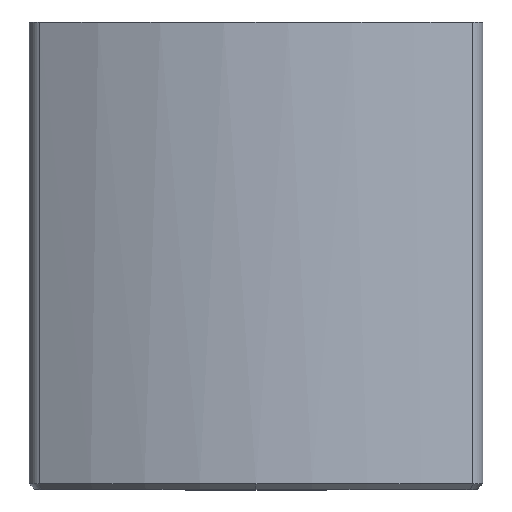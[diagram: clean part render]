
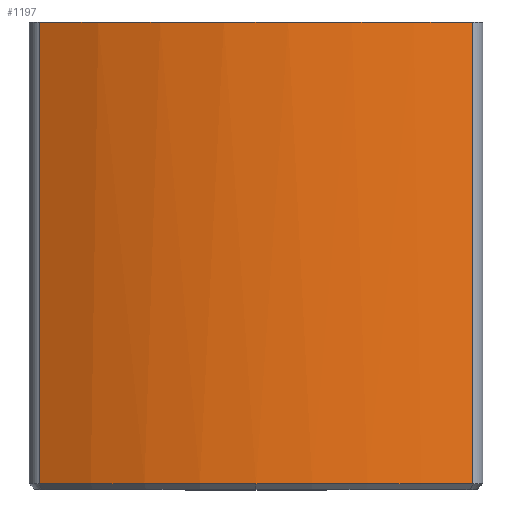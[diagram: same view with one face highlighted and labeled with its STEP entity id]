
A CAD part, top view. The second image highlights one B-rep face of the part: STEP entity #1197.
In plain terms, the highlighted cylindrical face has radius 50 mm (diameter 100 mm), a partial arc.
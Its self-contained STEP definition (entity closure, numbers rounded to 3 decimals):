
#2 = ORIENTED_EDGE ( 'NONE', *, *, #490, .T. ) ;
#3 = CARTESIAN_POINT ( 'NONE',  ( -23.174, 50., 44.305 ) ) ;
#44 = DIRECTION ( 'NONE',  ( 0., -1., 0. ) ) ;
#52 = EDGE_CURVE ( 'NONE', #74, #773, #1166, .T. ) ;
#54 = ORIENTED_EDGE ( 'NONE', *, *, #52, .T. ) ;
#74 = VERTEX_POINT ( 'NONE', #1087 ) ;
#107 = EDGE_CURVE ( 'NONE', #773, #781, #272, .T. ) ;
#123 = DIRECTION ( 'NONE',  ( 0., 1., 0. ) ) ;
#164 = DIRECTION ( 'NONE',  ( 0., 0., 1. ) ) ;
#239 = CARTESIAN_POINT ( 'NONE',  ( 0., 50., 0. ) ) ;
#253 = ORIENTED_EDGE ( 'NONE', *, *, #107, .T. ) ;
#261 = DIRECTION ( 'NONE',  ( 0., 0., 1. ) ) ;
#262 = LINE ( 'NONE', #996, #1131 ) ;
#272 = LINE ( 'NONE', #376, #1050 ) ;
#332 = AXIS2_PLACEMENT_3D ( 'NONE', #239, #123, #1280 ) ;
#334 = FACE_OUTER_BOUND ( 'NONE', #756, .T. ) ;
#357 = DIRECTION ( 'NONE',  ( 0., 1., 0. ) ) ;
#376 = CARTESIAN_POINT ( 'NONE',  ( 23.174, 50., 44.305 ) ) ;
#378 = CIRCLE ( 'NONE', #332, 50. ) ;
#400 = ORIENTED_EDGE ( 'NONE', *, *, #1049, .F. ) ;
#460 = AXIS2_PLACEMENT_3D ( 'NONE', #774, #1203, #261 ) ;
#490 = EDGE_CURVE ( 'NONE', #965, #1080, #262, .T. ) ;
#521 = CIRCLE ( 'NONE', #460, 50. ) ;
#578 = DIRECTION ( 'NONE',  ( 0., -1., 0. ) ) ;
#755 = DIRECTION ( 'NONE',  ( 0., 0., -1. ) ) ;
#756 = EDGE_LOOP ( 'NONE', ( #2, #1177, #54, #253, #400 ) ) ;
#764 = CARTESIAN_POINT ( 'NONE',  ( -23.174, 0.6, 44.305 ) ) ;
#773 = VERTEX_POINT ( 'NONE', #883 ) ;
#774 = CARTESIAN_POINT ( 'NONE',  ( 0., 0.6, 0. ) ) ;
#781 = VERTEX_POINT ( 'NONE', #909 ) ;
#787 = DIRECTION ( 'NONE',  ( 0., 1., 0. ) ) ;
#804 = AXIS2_PLACEMENT_3D ( 'NONE', #1318, #357, #164 ) ;
#857 = CARTESIAN_POINT ( 'NONE',  ( 0., 50., 0. ) ) ;
#880 = EDGE_CURVE ( 'NONE', #1080, #74, #521, .T. ) ;
#883 = CARTESIAN_POINT ( 'NONE',  ( 23.174, 0.6, 44.305 ) ) ;
#909 = CARTESIAN_POINT ( 'NONE',  ( 23.174, 50., 44.305 ) ) ;
#965 = VERTEX_POINT ( 'NONE', #3 ) ;
#989 = AXIS2_PLACEMENT_3D ( 'NONE', #857, #44, #755 ) ;
#996 = CARTESIAN_POINT ( 'NONE',  ( -23.174, 50., 44.305 ) ) ;
#1049 = EDGE_CURVE ( 'NONE', #965, #781, #378, .T. ) ;
#1050 = VECTOR ( 'NONE', #787, 1000. ) ;
#1080 = VERTEX_POINT ( 'NONE', #764 ) ;
#1087 = CARTESIAN_POINT ( 'NONE',  ( 0., 0.6, 50. ) ) ;
#1131 = VECTOR ( 'NONE', #578, 1000. ) ;
#1166 = CIRCLE ( 'NONE', #804, 50. ) ;
#1177 = ORIENTED_EDGE ( 'NONE', *, *, #880, .T. ) ;
#1197 = ADVANCED_FACE ( 'NONE', ( #334 ), #1291, .T. ) ;
#1203 = DIRECTION ( 'NONE',  ( 0., 1., 0. ) ) ;
#1280 = DIRECTION ( 'NONE',  ( 0., 0., 1. ) ) ;
#1291 = CYLINDRICAL_SURFACE ( 'NONE', #989, 50. ) ;
#1318 = CARTESIAN_POINT ( 'NONE',  ( 0., 0.6, 0. ) ) ;
